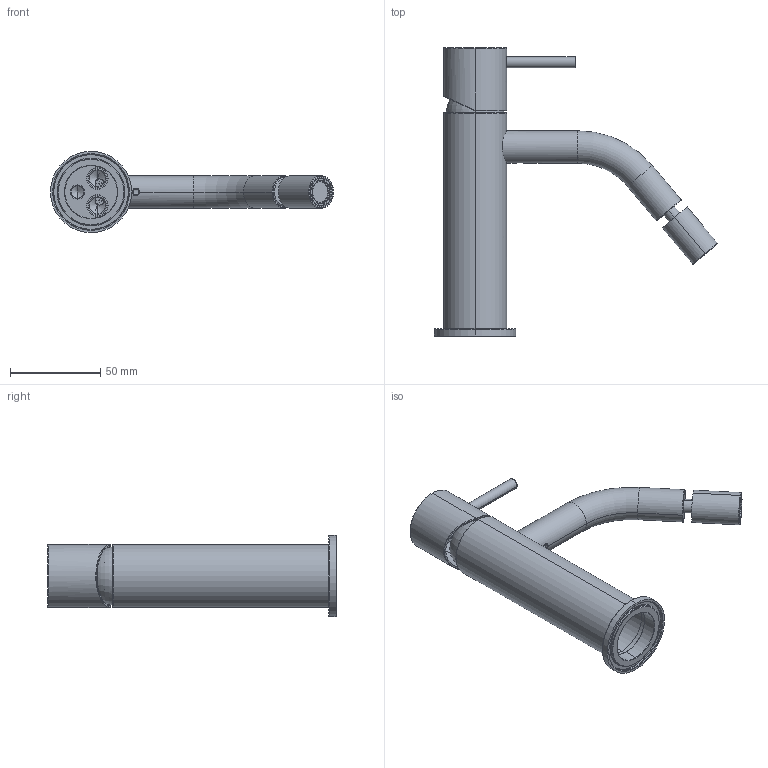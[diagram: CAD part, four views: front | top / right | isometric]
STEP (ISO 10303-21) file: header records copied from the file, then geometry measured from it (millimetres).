
FILE_DESCRIPTION (( 'STEP AP214' ), '1' );
FILE_NAME ('C35.0011 3D.STEP', '2023-01-19T12:20:49', ( '' ), ( '' ), 'SwSTEP 2.0', 'SolidWorks 2022', '' );
FILE_SCHEMA (( 'AUTOMOTIVE_DESIGN' ));
Length unit declared in the file: millimetre
Products named in the file (10): AEREADOR M16.5x1.STEP; 0002.005.00.STEP; C35.0011 3D.STEP; 0071.004.00.STEP; 0059.003.00.STEP; 0059.001.00.STEP; 0059.005.00.STEP; 0059.002.00.STEP; C35.0011 3D; 0071.001.00.STEP
Assembly tree (9 placements, depth 3):
  C35.0011 3D
    C35.0011 3D.STEP
      0059.003.00.STEP
      0059.005.00.STEP
      0071.001.00.STEP
      0002.005.00.STEP
      0071.004.00.STEP
      0059.001.00.STEP
      0059.002.00.STEP
      AEREADOR M16.5x1.STEP
Bounding box: 157.09 x 160 x 45 mm (x, y, z)
Volume: 66512.8 mm3; surface area: 58038.8 mm2
Topology: 8 solids, 8 shells, 305 faces, 701 edges, 422 vertices
Faces by surface type: cylinder 109, cone 87, plane 80, torus 23, bspline 6
Entity records: 11889 total; most frequent: CARTESIAN_POINT 4473, DIRECTION 1609, ORIENTED_EDGE 1374, EDGE_CURVE 687, AXIS2_PLACEMENT_3D 658, VERTEX_POINT 422, CIRCLE 346, EDGE_LOOP 345
